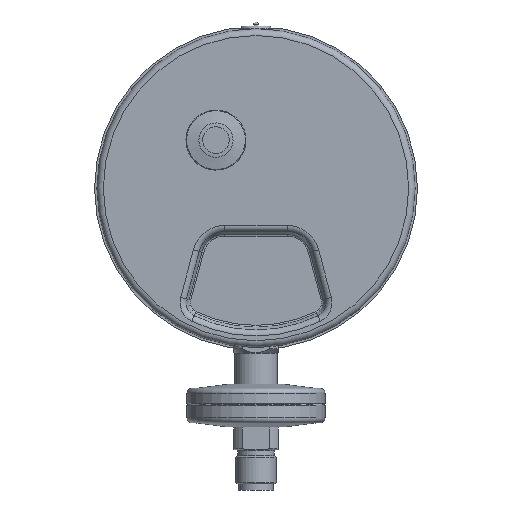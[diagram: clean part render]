
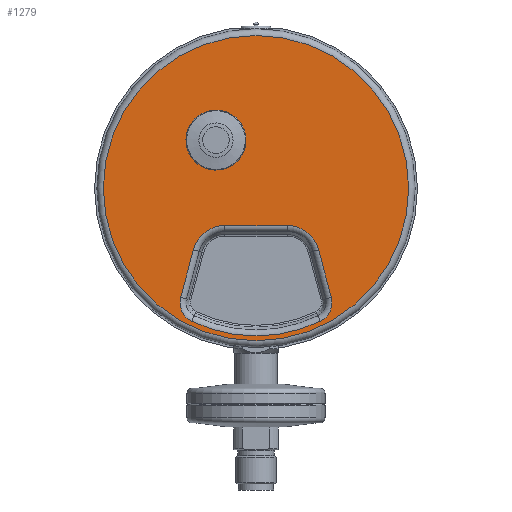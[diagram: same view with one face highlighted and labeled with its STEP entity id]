
A CAD part, left-side view. The second image highlights one B-rep face of the part: STEP entity #1279.
In plain terms, the highlighted planar face has unit normal (-1, 0, 0).
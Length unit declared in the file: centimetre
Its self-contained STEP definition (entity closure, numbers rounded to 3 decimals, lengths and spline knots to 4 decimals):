
#72=PLANE('',#1389);
#107=LINE('',#2118,#151);
#108=LINE('',#2126,#152);
#109=LINE('',#2129,#153);
#151=VECTOR('',#1628,2.4558);
#152=VECTOR('',#1635,2.4558);
#153=VECTOR('',#1638,3.098);
#197=FACE_BOUND('',#345,.T.);
#198=FACE_BOUND('',#346,.T.);
#241=FACE_OUTER_BOUND('',#344,.T.);
#344=EDGE_LOOP('',(#873));
#345=EDGE_LOOP('',(#874,#875,#876,#877,#878,#879,#880,#881));
#346=EDGE_LOOP('',(#882));
#464=CIRCLE('',#1390,7.625);
#465=CIRCLE('',#1391,1.6325);
#466=CIRCLE('',#1392,1.0325);
#467=CIRCLE('',#1393,7.3825);
#468=CIRCLE('',#1394,1.0325);
#469=CIRCLE('',#1395,1.6325);
#470=CIRCLE('',#1396,1.5);
#576=VERTEX_POINT('',#2112);
#577=VERTEX_POINT('',#2114);
#578=VERTEX_POINT('',#2115);
#579=VERTEX_POINT('',#2117);
#580=VERTEX_POINT('',#2119);
#581=VERTEX_POINT('',#2121);
#582=VERTEX_POINT('',#2123);
#583=VERTEX_POINT('',#2125);
#584=VERTEX_POINT('',#2127);
#585=VERTEX_POINT('',#2130);
#693=EDGE_CURVE('',#576,#576,#464,.T.);
#694=EDGE_CURVE('',#577,#578,#465,.T.);
#695=EDGE_CURVE('',#579,#577,#107,.T.);
#696=EDGE_CURVE('',#580,#579,#466,.T.);
#697=EDGE_CURVE('',#581,#580,#467,.T.);
#698=EDGE_CURVE('',#582,#581,#468,.T.);
#699=EDGE_CURVE('',#583,#582,#108,.T.);
#700=EDGE_CURVE('',#584,#583,#469,.T.);
#701=EDGE_CURVE('',#578,#584,#109,.T.);
#702=EDGE_CURVE('',#585,#585,#470,.T.);
#873=ORIENTED_EDGE('',*,*,#693,.T.);
#874=ORIENTED_EDGE('',*,*,#694,.F.);
#875=ORIENTED_EDGE('',*,*,#695,.F.);
#876=ORIENTED_EDGE('',*,*,#696,.F.);
#877=ORIENTED_EDGE('',*,*,#697,.F.);
#878=ORIENTED_EDGE('',*,*,#698,.F.);
#879=ORIENTED_EDGE('',*,*,#699,.F.);
#880=ORIENTED_EDGE('',*,*,#700,.F.);
#881=ORIENTED_EDGE('',*,*,#701,.F.);
#882=ORIENTED_EDGE('',*,*,#702,.T.);
#1279=ADVANCED_FACE('',(#241,#197,#198),#72,.T.);
#1389=AXIS2_PLACEMENT_3D('',#2111,#1622,#1623);
#1390=AXIS2_PLACEMENT_3D('',#2113,#1624,#1625);
#1391=AXIS2_PLACEMENT_3D('',#2116,#1626,#1627);
#1392=AXIS2_PLACEMENT_3D('',#2120,#1629,#1630);
#1393=AXIS2_PLACEMENT_3D('',#2122,#1631,#1632);
#1394=AXIS2_PLACEMENT_3D('',#2124,#1633,#1634);
#1395=AXIS2_PLACEMENT_3D('',#2128,#1636,#1637);
#1396=AXIS2_PLACEMENT_3D('',#2131,#1639,#1640);
#1622=DIRECTION('center_axis',(-1.,0.,0.));
#1623=DIRECTION('ref_axis',(0.,0.,1.));
#1624=DIRECTION('center_axis',(-1.,0.,0.));
#1625=DIRECTION('ref_axis',(0.,1.,0.));
#1626=DIRECTION('center_axis',(-1.,0.,0.));
#1627=DIRECTION('ref_axis',(0.,-0.609,0.793));
#1628=DIRECTION('',(0.,0.259,0.966));
#1629=DIRECTION('center_axis',(-1.,0.,0.));
#1630=DIRECTION('ref_axis',(0.,-0.909,-0.416));
#1631=DIRECTION('center_axis',(-1.,0.,0.));
#1632=DIRECTION('ref_axis',(0.,0.,
-1.));
#1633=DIRECTION('center_axis',(-1.,0.,0.));
#1634=DIRECTION('ref_axis',(0.,0.909,-0.416));
#1635=DIRECTION('',(0.,0.259,-0.966));
#1636=DIRECTION('center_axis',(-1.,0.,0.));
#1637=DIRECTION('ref_axis',(0.,0.609,0.793));
#1638=DIRECTION('',(0.,1.,0.));
#1639=DIRECTION('center_axis',(1.,0.,0.));
#1640=DIRECTION('ref_axis',(0.,-0.529,0.848));
#2111=CARTESIAN_POINT('Origin',(-1.75,3.8125,15.1));
#2112=CARTESIAN_POINT('',(-1.75,7.625,15.1));
#2113=CARTESIAN_POINT('Origin',(-1.75,0.,
15.1));
#2114=CARTESIAN_POINT('',(-1.75,-3.1259,12.0225));
#2115=CARTESIAN_POINT('',(-1.75,-1.549,13.2325));
#2116=CARTESIAN_POINT('Origin',(-1.75,-1.549,11.6));
#2117=CARTESIAN_POINT('',(-1.75,-3.7615,9.6504));
#2118=CARTESIAN_POINT('',(-1.75,-2.8266,13.1394));
#2119=CARTESIAN_POINT('',(-1.75,-3.2136,8.4537));
#2120=CARTESIAN_POINT('Origin',(-1.75,-2.7642,9.3832));
#2121=CARTESIAN_POINT('',(-1.75,3.2136,8.4537));
#2122=CARTESIAN_POINT('Origin',(-1.75,0.,
15.1));
#2123=CARTESIAN_POINT('',(-1.75,3.7615,9.6504));
#2124=CARTESIAN_POINT('Origin',(-1.75,2.7642,9.3832));
#2125=CARTESIAN_POINT('',(-1.75,3.1259,12.0225));
#2126=CARTESIAN_POINT('',(-1.75,2.7642,13.3724));
#2127=CARTESIAN_POINT('',(-1.75,1.549,13.2325));
#2128=CARTESIAN_POINT('Origin',(-1.75,1.549,11.6));
#2129=CARTESIAN_POINT('',(-1.75,1.1317,13.2325));
#2130=CARTESIAN_POINT('',(-1.75,1.2061,18.7727));
#2131=CARTESIAN_POINT('Origin',(-1.75,2.,17.5));
